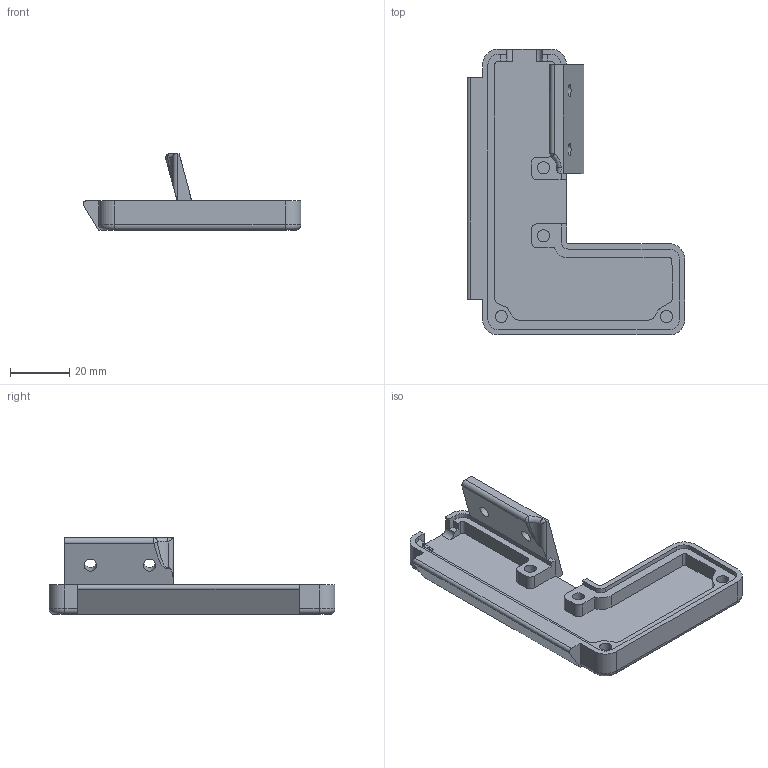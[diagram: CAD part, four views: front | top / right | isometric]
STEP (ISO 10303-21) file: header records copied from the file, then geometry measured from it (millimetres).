
FILE_DESCRIPTION(('FreeCAD Model'),'2;1');
FILE_NAME('Open CASCADE Shape Model','2025-01-02T19:09:11',(''),(''), 'Open CASCADE STEP processor 7.6','FreeCAD','Unknown');
FILE_SCHEMA(('AUTOMOTIVE_DESIGN { 1 0 10303 214 1 1 1 1 }'));
Length unit declared in the file: millimetre
Products named in the file (1): Right Thumb Case
Bounding box: 73.58 x 96.66 x 26 mm (x, y, z)
Volume: 27456.9 mm3; surface area: 15329.7 mm2
Topology: 1 solids, 1 shells, 117 faces, 319 edges, 207 vertices
Faces by surface type: plane 59, cylinder 48, torus 8, bspline 2
Full cylindrical faces by diameter (mm): 4.1 x4, 4.2 x2
Entity records: 4495 total; most frequent: CARTESIAN_POINT 1436, DIRECTION 646, ORIENTED_EDGE 636, EDGE_CURVE 318, AXIS2_PLACEMENT_3D 221, VERTEX_POINT 207, LINE 204, VECTOR 204
